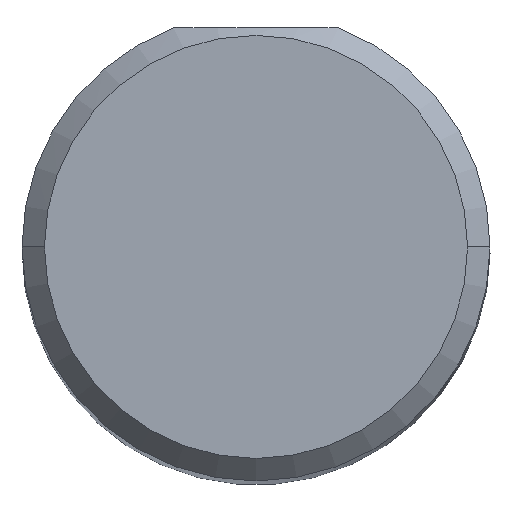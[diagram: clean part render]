
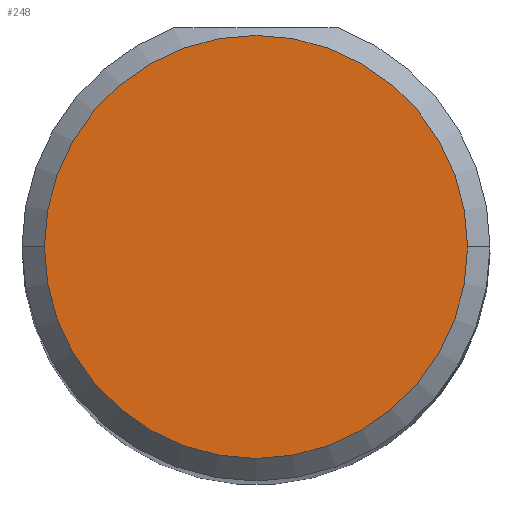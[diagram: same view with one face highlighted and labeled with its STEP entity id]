
A CAD part, top view. The second image highlights one B-rep face of the part: STEP entity #248.
In plain terms, the highlighted planar face has unit normal (0, 0, 1).
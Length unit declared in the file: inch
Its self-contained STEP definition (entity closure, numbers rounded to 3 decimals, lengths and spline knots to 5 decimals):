
#21 = CARTESIAN_POINT ( 'NONE',  ( 0.14125, 0., 2.5 ) ) ;
#67 = DIRECTION ( 'NONE',  ( 1., 0., 0. ) ) ;
#76 = AXIS2_PLACEMENT_3D ( 'NONE', #595, #141, #307 ) ;
#91 = EDGE_CURVE ( 'NONE', #212, #364, #480, .T. ) ;
#141 = DIRECTION ( 'NONE',  ( 0., 0., 1. ) ) ;
#212 = VERTEX_POINT ( 'NONE', #250 ) ;
#238 = EDGE_CURVE ( 'NONE', #364, #212, #416, .T. ) ;
#248 = ADVANCED_FACE ( 'NONE', ( #542 ), #588, .T. ) ;
#250 = CARTESIAN_POINT ( 'NONE',  ( -0.14125, 0., 2.5 ) ) ;
#286 = AXIS2_PLACEMENT_3D ( 'NONE', #536, #424, #67 ) ;
#307 = DIRECTION ( 'NONE',  ( 1., 0., 0. ) ) ;
#364 = VERTEX_POINT ( 'NONE', #21 ) ;
#416 = CIRCLE ( 'NONE', #76, 0.14125 ) ;
#424 = DIRECTION ( 'NONE',  ( 0., 0., 1. ) ) ;
#480 = CIRCLE ( 'NONE', #562, 0.14125 ) ;
#488 = ORIENTED_EDGE ( 'NONE', *, *, #238, .T. ) ;
#521 = DIRECTION ( 'NONE',  ( 1., 0., 0. ) ) ;
#536 = CARTESIAN_POINT ( 'NONE',  ( 0., 0., 2.5 ) ) ;
#542 = FACE_OUTER_BOUND ( 'NONE', #707, .T. ) ;
#562 = AXIS2_PLACEMENT_3D ( 'NONE', #692, #635, #521 ) ;
#588 = PLANE ( 'NONE',  #286 ) ;
#595 = CARTESIAN_POINT ( 'NONE',  ( 0., 0., 2.5 ) ) ;
#618 = ORIENTED_EDGE ( 'NONE', *, *, #91, .T. ) ;
#635 = DIRECTION ( 'NONE',  ( 0., 0., 1. ) ) ;
#692 = CARTESIAN_POINT ( 'NONE',  ( 0., 0., 2.5 ) ) ;
#707 = EDGE_LOOP ( 'NONE', ( #618, #488 ) ) ;
